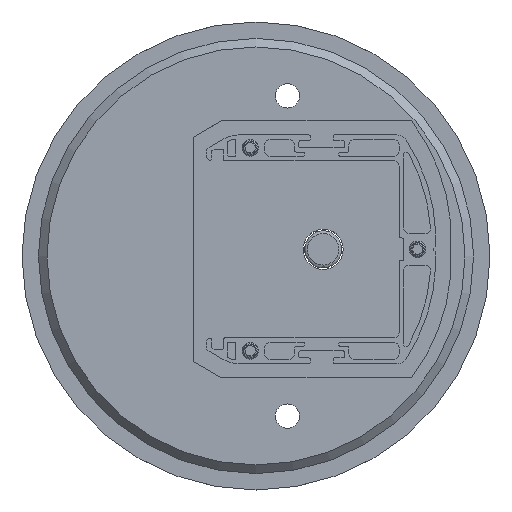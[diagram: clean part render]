
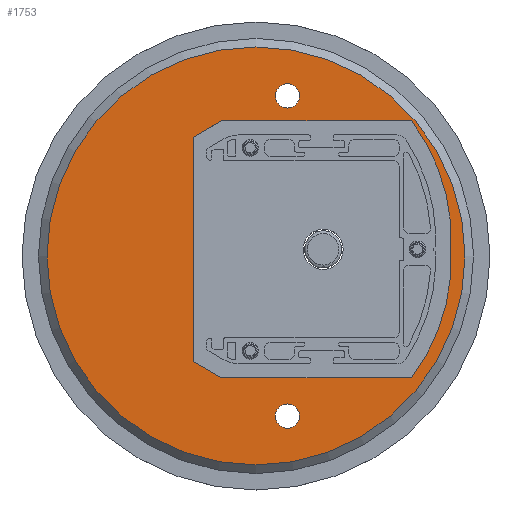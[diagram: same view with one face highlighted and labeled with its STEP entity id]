
A CAD part, top view. The second image highlights one B-rep face of the part: STEP entity #1753.
In plain terms, the highlighted planar face has unit normal (0, 0, 1).
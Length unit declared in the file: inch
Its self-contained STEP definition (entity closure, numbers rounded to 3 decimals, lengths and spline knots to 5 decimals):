
#3 = DIRECTION ( 'NONE',  ( 0., 0., -1. ) ) ;
#14 = EDGE_LOOP ( 'NONE', ( #6742 ) ) ;
#24 = CIRCLE ( 'NONE', #4849, 0.16732 ) ;
#54 = EDGE_LOOP ( 'NONE', ( #1630 ) ) ;
#501 = EDGE_LOOP ( 'NONE', ( #3455 ) ) ;
#515 = VERTEX_POINT ( 'NONE', #4575 ) ;
#725 = DIRECTION ( 'NONE',  ( 0., 1., 0. ) ) ;
#891 = CARTESIAN_POINT ( 'NONE',  ( -7.59401, 33.75164, -25.62598 ) ) ;
#927 = VERTEX_POINT ( 'NONE', #2458 ) ;
#1630 = ORIENTED_EDGE ( 'NONE', *, *, #1839, .T. ) ;
#1753 = ADVANCED_FACE ( 'NONE', ( #3130, #5770, #7852, #8405, #1977 ), #2538, .F. ) ;
#1838 = CIRCLE ( 'NONE', #6681, 0.16732 ) ;
#1839 = EDGE_CURVE ( 'NONE', #927, #927, #24, .T. ) ;
#1977 = FACE_OUTER_BOUND ( 'NONE', #6295, .T. ) ;
#1996 = VERTEX_POINT ( 'NONE', #3834 ) ;
#2184 = VERTEX_POINT ( 'NONE', #3588 ) ;
#2226 = CIRCLE ( 'NONE', #7052, 0.16732 ) ;
#2284 = DIRECTION ( 'NONE',  ( 0., 1., 0. ) ) ;
#2458 = CARTESIAN_POINT ( 'NONE',  ( -7.16094, 33.24573, -25.62598 ) ) ;
#2533 = DIRECTION ( 'NONE',  ( 0., 0., -1. ) ) ;
#2538 = PLANE ( 'NONE',  #4288 ) ;
#2647 = EDGE_CURVE ( 'NONE', #2184, #2184, #1838, .T. ) ;
#2708 = ORIENTED_EDGE ( 'NONE', *, *, #5899, .T. ) ;
#2811 = CARTESIAN_POINT ( 'NONE',  ( -7.59401, 30.87368, -25.62598 ) ) ;
#2844 = DIRECTION ( 'NONE',  ( 0., 0., -1. ) ) ;
#3130 = FACE_BOUND ( 'NONE', #54, .T. ) ;
#3167 = CARTESIAN_POINT ( 'NONE',  ( -6.4818, 30.87368, -25.62598 ) ) ;
#3168 = CIRCLE ( 'NONE', #6082, 2.87795 ) ;
#3234 = CIRCLE ( 'NONE', #5720, 0.59055 ) ;
#3257 = DIRECTION ( 'NONE',  ( 0., 1., 0. ) ) ;
#3455 = ORIENTED_EDGE ( 'NONE', *, *, #8436, .T. ) ;
#3588 = CARTESIAN_POINT ( 'NONE',  ( -5.3696, 31.04101, -25.62598 ) ) ;
#3834 = CARTESIAN_POINT ( 'NONE',  ( -7.16094, 28.83628, -25.62598 ) ) ;
#3915 = EDGE_LOOP ( 'NONE', ( #2708 ) ) ;
#4288 = AXIS2_PLACEMENT_3D ( 'NONE', #5172, #7816, #3257 ) ;
#4332 = EDGE_CURVE ( 'NONE', #4851, #4851, #3168, .T. ) ;
#4367 = ORIENTED_EDGE ( 'NONE', *, *, #4332, .F. ) ;
#4575 = CARTESIAN_POINT ( 'NONE',  ( -6.4818, 31.46424, -25.62598 ) ) ;
#4751 = DIRECTION ( 'NONE',  ( 0., 1., 0. ) ) ;
#4849 = AXIS2_PLACEMENT_3D ( 'NONE', #8023, #5301, #725 ) ;
#4851 = VERTEX_POINT ( 'NONE', #891 ) ;
#5166 = DIRECTION ( 'NONE',  ( 0., 1., 0. ) ) ;
#5172 = CARTESIAN_POINT ( 'NONE',  ( -7.59401, 27.87762, -25.62598 ) ) ;
#5301 = DIRECTION ( 'NONE',  ( 0., 0., -1. ) ) ;
#5314 = CARTESIAN_POINT ( 'NONE',  ( -7.16094, 28.66896, -25.62598 ) ) ;
#5411 = CARTESIAN_POINT ( 'NONE',  ( -5.3696, 30.87368, -25.62598 ) ) ;
#5720 = AXIS2_PLACEMENT_3D ( 'NONE', #3167, #2533, #5166 ) ;
#5770 = FACE_BOUND ( 'NONE', #14, .T. ) ;
#5899 = EDGE_CURVE ( 'NONE', #1996, #1996, #2226, .T. ) ;
#5980 = DIRECTION ( 'NONE',  ( 0., 1., 0. ) ) ;
#6082 = AXIS2_PLACEMENT_3D ( 'NONE', #2811, #6750, #4751 ) ;
#6295 = EDGE_LOOP ( 'NONE', ( #4367 ) ) ;
#6681 = AXIS2_PLACEMENT_3D ( 'NONE', #5411, #3, #5980 ) ;
#6742 = ORIENTED_EDGE ( 'NONE', *, *, #2647, .T. ) ;
#6750 = DIRECTION ( 'NONE',  ( 0., 0., -1. ) ) ;
#7052 = AXIS2_PLACEMENT_3D ( 'NONE', #5314, #2844, #2284 ) ;
#7816 = DIRECTION ( 'NONE',  ( 0., 0., -1. ) ) ;
#7852 = FACE_BOUND ( 'NONE', #3915, .T. ) ;
#8023 = CARTESIAN_POINT ( 'NONE',  ( -7.16094, 33.07841, -25.62598 ) ) ;
#8405 = FACE_BOUND ( 'NONE', #501, .T. ) ;
#8436 = EDGE_CURVE ( 'NONE', #515, #515, #3234, .T. ) ;
